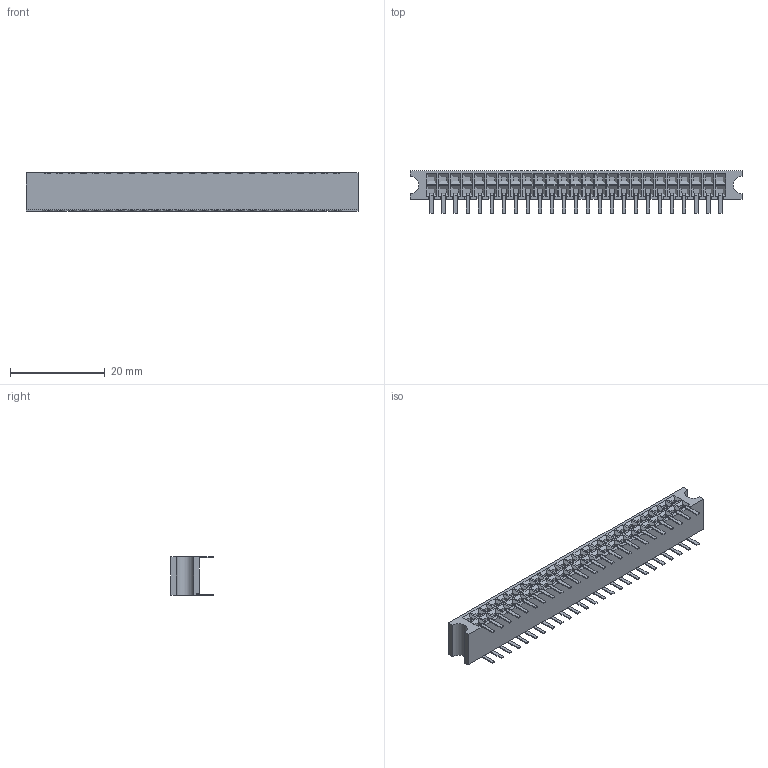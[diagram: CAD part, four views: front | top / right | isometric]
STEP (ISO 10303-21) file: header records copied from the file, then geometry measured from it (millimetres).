
FILE_DESCRIPTION((''),'2;1');
FILE_NAME('C-5-532955-8','2009-07-31T',('workeradm'),(''),'PRO/ENGINEER BY PARAMETRIC TECHNOLOGY CORPORATION, 2008380','PRO/ENGINEER BY PARAMETRIC TECHNOLOGY CORPORATION, 2008380','');
FILE_SCHEMA(('AUTOMOTIVE_DESIGN { 1 0 10303 214 1 1 1 1 }'));
Length unit declared in the file: millimetre
Products named in the file (1): C-5-532955-8
Bounding box: 70.05 x 8.97 x 8.13 mm (x, y, z)
Volume: 3183.5 mm3; surface area: 2804.9 mm2
Topology: 1 solids, 1 shells, 1062 faces, 2830 edges, 1820 vertices
Faces by surface type: plane 960, cylinder 102
Entity records: 32298 total; most frequent: CARTESIAN_POINT 5713, ORIENTED_EDGE 5660, DIRECTION 5158, EDGE_CURVE 2830, VECTOR 2626, LINE 2626, VERTEX_POINT 1820, AXIS2_PLACEMENT_3D 1266
